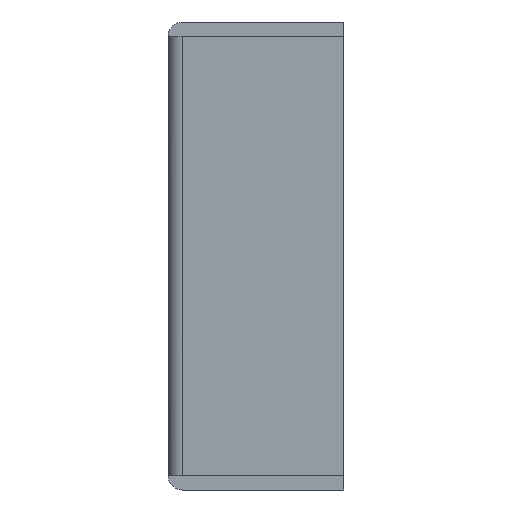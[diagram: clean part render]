
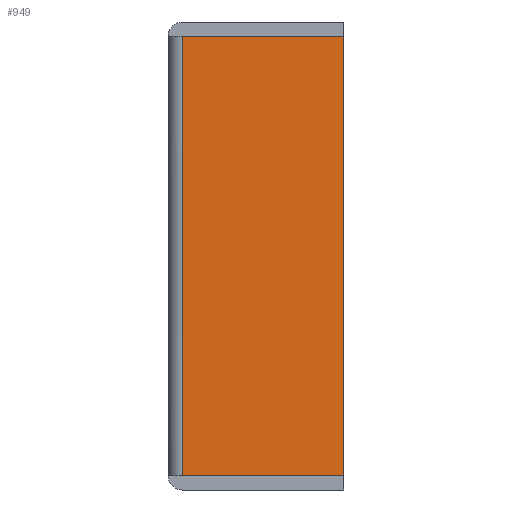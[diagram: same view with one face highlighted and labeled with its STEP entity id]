
A CAD part, left-side view. The second image highlights one B-rep face of the part: STEP entity #949.
In plain terms, the highlighted free-form (B-spline) face has degree [1, 1] with [2, 2] control points.
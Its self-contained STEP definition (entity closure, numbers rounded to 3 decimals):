
#849=CARTESIAN_POINT('',(-62.05,-1.8,27.5));
#850=VERTEX_POINT('',#849);
#871=CARTESIAN_POINT('',(-62.05,-1.8,-27.5));
#872=VERTEX_POINT('',#871);
#886=CARTESIAN_POINT('',(-62.05,-1.8,27.5));
#887=CARTESIAN_POINT('',(-62.05,-1.8,-27.5));
#888=QUASI_UNIFORM_CURVE('',1,(#886,#887),.UNSPECIFIED.,.F.,.U.);
#889=EDGE_CURVE('',#850,#872,#888,.T.);
#899=CARTESIAN_POINT('',(-62.05,-22.0,-27.5));
#900=VERTEX_POINT('',#899);
#915=CARTESIAN_POINT('',(-62.05,-22.0,27.5));
#916=VERTEX_POINT('',#915);
#922=CARTESIAN_POINT('',(-62.05,-22.0,27.5));
#923=CARTESIAN_POINT('',(-62.05,-22.0,-27.5));
#924=QUASI_UNIFORM_CURVE('',1,(#922,#923),.UNSPECIFIED.,.F.,.U.);
#925=EDGE_CURVE('',#916,#900,#924,.T.);
#930=CARTESIAN_POINT('',(-62.05,-23.009,30.247));
#931=CARTESIAN_POINT('',(-62.05,-23.009,-30.247));
#932=CARTESIAN_POINT('',(-62.05,-0.791,30.247));
#933=CARTESIAN_POINT('',(-62.05,-0.791,-30.247));
#934=B_SPLINE_SURFACE_WITH_KNOTS('',1,1,((#930,#932),(#931,#933)),.UNSPECIFIED.,.F.,.F.,.U.,(2,2),(2,2),(0.0,60.495),(0.0,22.218),.UNSPECIFIED.);
#935=CARTESIAN_POINT('',(-62.05,-22.0,27.5));
#936=CARTESIAN_POINT('',(-62.05,-1.8,27.5));
#937=QUASI_UNIFORM_CURVE('',1,(#935,#936),.UNSPECIFIED.,.F.,.U.);
#938=EDGE_CURVE('',#916,#850,#937,.T.);
#939=ORIENTED_EDGE('',*,*,#938,.T.);
#940=ORIENTED_EDGE('',*,*,#889,.T.);
#941=CARTESIAN_POINT('',(-62.05,-22.0,-27.5));
#942=CARTESIAN_POINT('',(-62.05,-1.8,-27.5));
#943=QUASI_UNIFORM_CURVE('',1,(#941,#942),.UNSPECIFIED.,.F.,.U.);
#944=EDGE_CURVE('',#900,#872,#943,.T.);
#945=ORIENTED_EDGE('',*,*,#944,.F.);
#946=ORIENTED_EDGE('',*,*,#925,.F.);
#947=EDGE_LOOP('',(#939,#940,#945,#946));
#948=FACE_OUTER_BOUND('',#947,.T.);
#949=ADVANCED_FACE('',(#948),#934,.F.);
